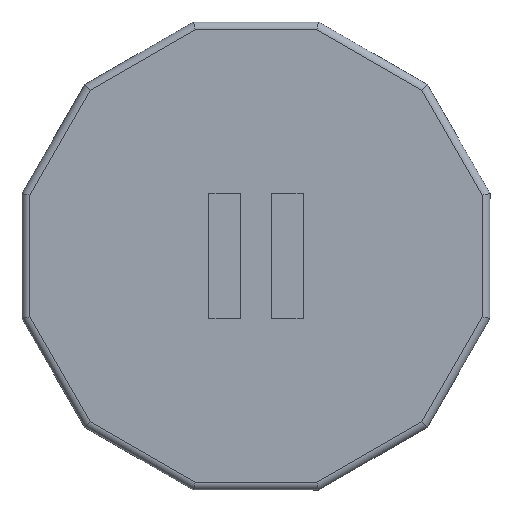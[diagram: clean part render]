
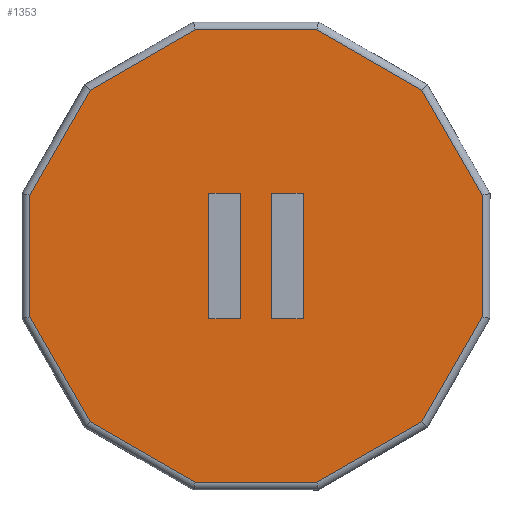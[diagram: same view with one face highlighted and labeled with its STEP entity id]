
A CAD part, front view. The second image highlights one B-rep face of the part: STEP entity #1353.
In plain terms, the highlighted planar face has unit normal (0, -1, 0).
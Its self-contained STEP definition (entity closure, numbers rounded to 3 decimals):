
#47=FACE_BOUND('',#220,.T.);
#48=FACE_BOUND('',#221,.T.);
#67=PLANE('',#1474);
#133=FACE_OUTER_BOUND('',#219,.T.);
#219=EDGE_LOOP('',(#1045,#1046,#1047,#1048,#1049,#1050,#1051,#1052,#1053,
#1054,#1055,#1056));
#220=EDGE_LOOP('',(#1057,#1058,#1059,#1060));
#221=EDGE_LOOP('',(#1061,#1062,#1063,#1064));
#273=LINE('',#1942,#433);
#277=LINE('',#1950,#437);
#280=LINE('',#1956,#440);
#283=LINE('',#1961,#443);
#285=LINE('',#1967,#445);
#289=LINE('',#1975,#449);
#292=LINE('',#1981,#452);
#295=LINE('',#1986,#455);
#297=LINE('',#1992,#457);
#299=LINE('',#2000,#459);
#301=LINE('',#2006,#461);
#303=LINE('',#2013,#463);
#306=LINE('',#2023,#466);
#308=LINE('',#2029,#468);
#309=LINE('',#2032,#469);
#312=LINE('',#2038,#472);
#314=LINE('',#2044,#474);
#316=LINE('',#2050,#476);
#318=LINE('',#2056,#478);
#320=LINE('',#2060,#480);
#433=VECTOR('',#1564,10.);
#437=VECTOR('',#1570,10.);
#440=VECTOR('',#1575,10.);
#443=VECTOR('',#1580,10.);
#445=VECTOR('',#1586,10.);
#449=VECTOR('',#1592,10.);
#452=VECTOR('',#1597,10.);
#455=VECTOR('',#1602,10.);
#457=VECTOR('',#1608,10.);
#459=VECTOR('',#1616,10.);
#461=VECTOR('',#1622,10.);
#463=VECTOR('',#1628,10.);
#466=VECTOR('',#1637,10.);
#468=VECTOR('',#1643,10.);
#469=VECTOR('',#1648,10.);
#472=VECTOR('',#1653,10.);
#474=VECTOR('',#1659,10.);
#476=VECTOR('',#1665,10.);
#478=VECTOR('',#1671,10.);
#480=VECTOR('',#1677,10.);
#605=VERTEX_POINT('',#1940);
#606=VERTEX_POINT('',#1941);
#609=VERTEX_POINT('',#1949);
#611=VERTEX_POINT('',#1955);
#613=VERTEX_POINT('',#1965);
#614=VERTEX_POINT('',#1966);
#617=VERTEX_POINT('',#1974);
#619=VERTEX_POINT('',#1980);
#621=VERTEX_POINT('',#1990);
#622=VERTEX_POINT('',#1991);
#625=VERTEX_POINT('',#1999);
#627=VERTEX_POINT('',#2005);
#629=VERTEX_POINT('',#2011);
#630=VERTEX_POINT('',#2012);
#634=VERTEX_POINT('',#2022);
#636=VERTEX_POINT('',#2028);
#638=VERTEX_POINT('',#2037);
#640=VERTEX_POINT('',#2043);
#642=VERTEX_POINT('',#2049);
#644=VERTEX_POINT('',#2055);
#729=EDGE_CURVE('',#605,#606,#273,.T.);
#733=EDGE_CURVE('',#606,#609,#277,.T.);
#736=EDGE_CURVE('',#609,#611,#280,.T.);
#739=EDGE_CURVE('',#611,#605,#283,.T.);
#741=EDGE_CURVE('',#613,#614,#285,.T.);
#745=EDGE_CURVE('',#614,#617,#289,.T.);
#748=EDGE_CURVE('',#617,#619,#292,.T.);
#751=EDGE_CURVE('',#619,#613,#295,.T.);
#753=EDGE_CURVE('',#621,#622,#297,.T.);
#757=EDGE_CURVE('',#622,#625,#299,.T.);
#760=EDGE_CURVE('',#625,#627,#301,.T.);
#763=EDGE_CURVE('',#629,#630,#303,.T.);
#768=EDGE_CURVE('',#630,#634,#306,.T.);
#771=EDGE_CURVE('',#634,#636,#308,.T.);
#773=EDGE_CURVE('',#627,#629,#309,.T.);
#776=EDGE_CURVE('',#636,#638,#312,.T.);
#779=EDGE_CURVE('',#638,#640,#314,.T.);
#782=EDGE_CURVE('',#640,#642,#316,.T.);
#785=EDGE_CURVE('',#642,#644,#318,.T.);
#788=EDGE_CURVE('',#644,#621,#320,.T.);
#1045=ORIENTED_EDGE('',*,*,#763,.F.);
#1046=ORIENTED_EDGE('',*,*,#773,.F.);
#1047=ORIENTED_EDGE('',*,*,#760,.F.);
#1048=ORIENTED_EDGE('',*,*,#757,.F.);
#1049=ORIENTED_EDGE('',*,*,#753,.F.);
#1050=ORIENTED_EDGE('',*,*,#788,.F.);
#1051=ORIENTED_EDGE('',*,*,#785,.F.);
#1052=ORIENTED_EDGE('',*,*,#782,.F.);
#1053=ORIENTED_EDGE('',*,*,#779,.F.);
#1054=ORIENTED_EDGE('',*,*,#776,.F.);
#1055=ORIENTED_EDGE('',*,*,#771,.F.);
#1056=ORIENTED_EDGE('',*,*,#768,.F.);
#1057=ORIENTED_EDGE('',*,*,#729,.T.);
#1058=ORIENTED_EDGE('',*,*,#733,.T.);
#1059=ORIENTED_EDGE('',*,*,#736,.T.);
#1060=ORIENTED_EDGE('',*,*,#739,.T.);
#1061=ORIENTED_EDGE('',*,*,#741,.T.);
#1062=ORIENTED_EDGE('',*,*,#745,.T.);
#1063=ORIENTED_EDGE('',*,*,#748,.T.);
#1064=ORIENTED_EDGE('',*,*,#751,.T.);
#1353=ADVANCED_FACE('',(#133,#47,#48),#67,.F.);
#1474=AXIS2_PLACEMENT_3D('',#2087,#1703,#1704);
#1564=DIRECTION('',(0.,0.,-1.));
#1570=DIRECTION('',(-1.,0.,0.));
#1575=DIRECTION('',(0.,0.,1.));
#1580=DIRECTION('',(1.,0.,0.));
#1586=DIRECTION('',(0.,0.,-1.));
#1592=DIRECTION('',(-1.,0.,0.));
#1597=DIRECTION('',(0.,0.,1.));
#1602=DIRECTION('',(1.,0.,0.));
#1608=DIRECTION('',(-0.5,0.,-0.866));
#1616=DIRECTION('',(-0.866,0.,-0.5));
#1622=DIRECTION('',(-1.,0.,0.));
#1628=DIRECTION('',(-0.5,0.,0.866));
#1637=DIRECTION('',(0.,0.,1.));
#1643=DIRECTION('',(0.5,0.,0.866));
#1648=DIRECTION('',(-0.866,0.,0.5));
#1653=DIRECTION('',(0.866,0.,0.5));
#1659=DIRECTION('',(1.,0.,0.));
#1665=DIRECTION('',(0.866,0.,-0.5));
#1671=DIRECTION('',(0.5,0.,-0.866));
#1677=DIRECTION('',(0.,0.,-1.));
#1703=DIRECTION('center_axis',(0.,1.,0.));
#1704=DIRECTION('ref_axis',(0.,0.,1.));
#1940=CARTESIAN_POINT('',(7.5,0.,10.));
#1941=CARTESIAN_POINT('',(7.5,0.,-10.));
#1942=CARTESIAN_POINT('',(7.5,0.,-5.));
#1949=CARTESIAN_POINT('',(2.5,0.,-10.));
#1950=CARTESIAN_POINT('',(1.25,0.,-10.));
#1955=CARTESIAN_POINT('',(2.5,0.,10.));
#1956=CARTESIAN_POINT('',(2.5,0.,5.));
#1961=CARTESIAN_POINT('',(3.75,0.,10.));
#1965=CARTESIAN_POINT('',(-2.5,0.,10.));
#1966=CARTESIAN_POINT('',(-2.5,0.,-10.));
#1967=CARTESIAN_POINT('',(-2.5,0.,-5.));
#1974=CARTESIAN_POINT('',(-7.5,0.,-10.));
#1975=CARTESIAN_POINT('',(-3.75,0.,-10.));
#1980=CARTESIAN_POINT('',(-7.5,0.,10.));
#1981=CARTESIAN_POINT('',(-7.5,0.,5.));
#1986=CARTESIAN_POINT('',(-1.25,0.,10.));
#1990=CARTESIAN_POINT('',(36.075,0.,-9.666));
#1991=CARTESIAN_POINT('',(26.409,0.,-26.409));
#1992=CARTESIAN_POINT('',(33.739,0.,-13.713));
#1999=CARTESIAN_POINT('',(9.666,0.,-36.075));
#2000=CARTESIAN_POINT('',(22.362,0.,-28.745));
#2005=CARTESIAN_POINT('',(-9.666,0.,-36.075));
#2006=CARTESIAN_POINT('',(4.994,0.,-36.075));
#2011=CARTESIAN_POINT('',(-26.409,0.,-26.409));
#2012=CARTESIAN_POINT('',(-36.075,0.,-9.666));
#2013=CARTESIAN_POINT('',(-28.745,0.,-22.362));
#2022=CARTESIAN_POINT('',(-36.075,0.,9.666));
#2023=CARTESIAN_POINT('',(-36.075,0.,-4.994));
#2028=CARTESIAN_POINT('',(-26.409,0.,26.409));
#2029=CARTESIAN_POINT('',(-33.739,0.,13.713));
#2032=CARTESIAN_POINT('',(-13.713,0.,-33.739));
#2037=CARTESIAN_POINT('',(-9.666,0.,36.075));
#2038=CARTESIAN_POINT('',(-22.362,0.,28.745));
#2043=CARTESIAN_POINT('',(9.666,0.,36.075));
#2044=CARTESIAN_POINT('',(-4.994,0.,36.075));
#2049=CARTESIAN_POINT('',(26.409,0.,26.409));
#2050=CARTESIAN_POINT('',(13.713,0.,33.739));
#2055=CARTESIAN_POINT('',(36.075,0.,9.666));
#2056=CARTESIAN_POINT('',(28.745,0.,22.362));
#2060=CARTESIAN_POINT('',(36.075,0.,4.994));
#2087=CARTESIAN_POINT('Origin',(0.,0.,0.));
